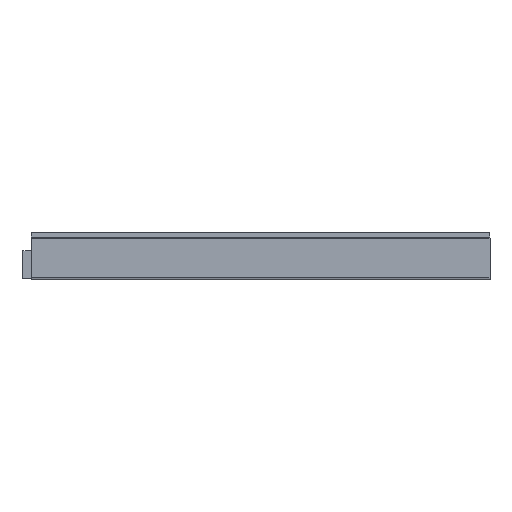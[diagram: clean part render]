
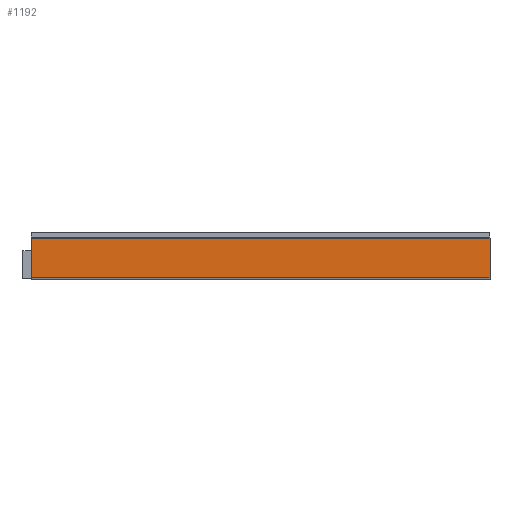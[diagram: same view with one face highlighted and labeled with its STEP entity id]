
A CAD part, top view. The second image highlights one B-rep face of the part: STEP entity #1192.
In plain terms, the highlighted planar face has unit normal (0, 0, 1).
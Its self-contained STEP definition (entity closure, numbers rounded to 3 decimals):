
#9 = CARTESIAN_POINT ( 'NONE',  ( -2., 0., 0. ) ) ;
#41 = CARTESIAN_POINT ( 'NONE',  ( 0., 0., 0. ) ) ;
#114 = ORIENTED_EDGE ( 'NONE', *, *, #1422, .T. ) ;
#132 = CARTESIAN_POINT ( 'NONE',  ( 146., 13.4, 0. ) ) ;
#199 = VERTEX_POINT ( 'NONE', #608 ) ;
#282 = ORIENTED_EDGE ( 'NONE', *, *, #853, .T. ) ;
#415 = DIRECTION ( 'NONE',  ( 0., 0., -1. ) ) ;
#420 = EDGE_CURVE ( 'NONE', #199, #2132, #2006, .T. ) ;
#512 = EDGE_CURVE ( 'NONE', #2132, #2326, #529, .T. ) ;
#529 = LINE ( 'NONE', #626, #1065 ) ;
#600 = PLANE ( 'NONE',  #1768 ) ;
#608 = CARTESIAN_POINT ( 'NONE',  ( -2., 13.4, 0. ) ) ;
#626 = CARTESIAN_POINT ( 'NONE',  ( -2., 0.7, 0. ) ) ;
#754 = DIRECTION ( 'NONE',  ( -1., 0., 0. ) ) ;
#827 = ORIENTED_EDGE ( 'NONE', *, *, #512, .T. ) ;
#853 = EDGE_CURVE ( 'NONE', #2326, #1508, #1381, .T. ) ;
#864 = LINE ( 'NONE', #1676, #1283 ) ;
#947 = VECTOR ( 'NONE', #1315, 1000. ) ;
#1055 = DIRECTION ( 'NONE',  ( 0., 1., 0. ) ) ;
#1065 = VECTOR ( 'NONE', #2290, 1000. ) ;
#1092 = EDGE_LOOP ( 'NONE', ( #827, #282, #114, #1686 ) ) ;
#1192 = ADVANCED_FACE ( 'NONE', ( #2080 ), #600, .F. ) ;
#1283 = VECTOR ( 'NONE', #754, 1000. ) ;
#1315 = DIRECTION ( 'NONE',  ( 0., -1., 0. ) ) ;
#1381 = LINE ( 'NONE', #2162, #1707 ) ;
#1422 = EDGE_CURVE ( 'NONE', #1508, #199, #864, .T. ) ;
#1508 = VERTEX_POINT ( 'NONE', #132 ) ;
#1546 = CARTESIAN_POINT ( 'NONE',  ( -2., 0.7, 0. ) ) ;
#1578 = CARTESIAN_POINT ( 'NONE',  ( 146., 0.7, 0. ) ) ;
#1676 = CARTESIAN_POINT ( 'NONE',  ( -2., 13.4, 0. ) ) ;
#1686 = ORIENTED_EDGE ( 'NONE', *, *, #420, .T. ) ;
#1707 = VECTOR ( 'NONE', #1055, 1000. ) ;
#1768 = AXIS2_PLACEMENT_3D ( 'NONE', #41, #415, #2241 ) ;
#2006 = LINE ( 'NONE', #9, #947 ) ;
#2080 = FACE_OUTER_BOUND ( 'NONE', #1092, .T. ) ;
#2132 = VERTEX_POINT ( 'NONE', #1546 ) ;
#2162 = CARTESIAN_POINT ( 'NONE',  ( 146., 0., 0. ) ) ;
#2241 = DIRECTION ( 'NONE',  ( -1., 0., 0. ) ) ;
#2290 = DIRECTION ( 'NONE',  ( 1., 0., 0. ) ) ;
#2326 = VERTEX_POINT ( 'NONE', #1578 ) ;
